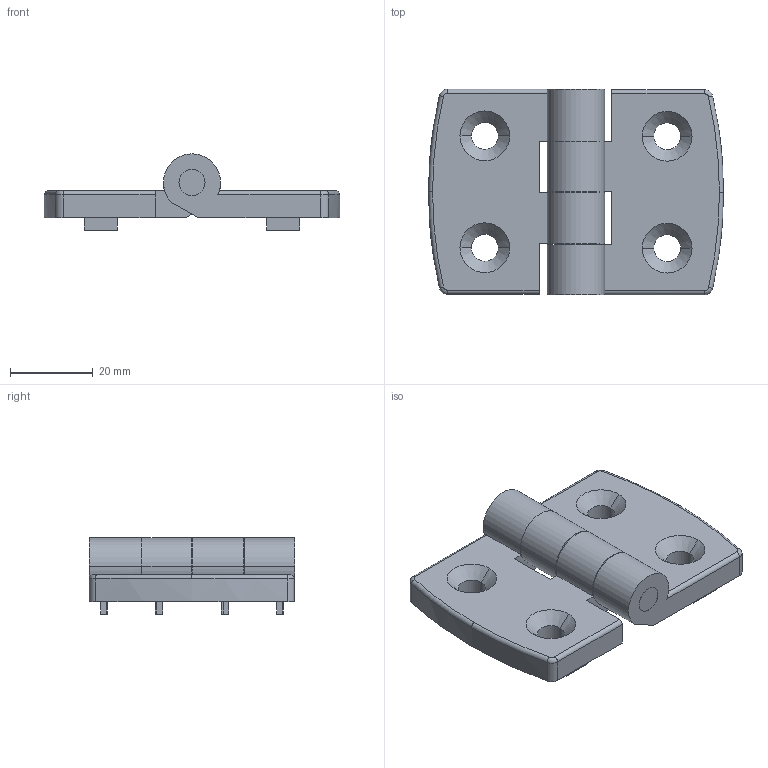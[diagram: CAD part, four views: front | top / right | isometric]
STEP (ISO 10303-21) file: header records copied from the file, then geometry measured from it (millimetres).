
FILE_DESCRIPTION (( 'STEP AP214' ), '1' );
FILE_NAME ('SNSD.30.50.98. Ïåòëÿ äâåðíàÿ àëþìèíåâàÿ 4040(B48).STEP', '2016-06-27T12:52:49', ( 'user' ), ( '' ), 'SwSTEP 2.0', 'SolidWorks 2014', '' );
FILE_SCHEMA (( 'AUTOMOTIVE_DESIGN' ));
Length unit declared in the file: millimetre
Products named in the file (7): SNSD.30.50.96. Ïåòëÿ äâåðíàÿ àëþìèíåâàÿ ìàëàÿ(B47)E07B48; SNSD.30.50.96. Ïåòëÿ äâåðíàÿ àëþìèíåâàÿ 3045(B47)E07B48; SNSD.30.50.98. Ïåòëÿ äâåðíàÿ àëþìèíåâàÿ 4040(B48); SNSD.30.50.96. ﾏ琿褻(B47)E07B48_00; SNSD.30.50.96. Ïåòëÿ äâåðíàÿ àëþìèíåâàÿ ìàëàÿ(B47)E07B48_00; SNSD.30.50.96. Ïåòëÿ äâåðíàÿ àëþìèíåâàÿ 3045(B47)E07B48_00; SNSD.30.50.96. ﾏ琿褻(B47)E07B48
Assembly tree (3 placements, depth 2):
  SNSD.30.50.96. Ïåòëÿ äâåðíàÿ àëþìèíåâàÿ ìàëàÿ(B47)E07B48
  SNSD.30.50.96. Ïåòëÿ äâåðíàÿ àëþìèíåâàÿ 3045(B47)E07B48
  SNSD.30.50.98. Ïåòëÿ äâåðíàÿ àëþìèíåâàÿ 4040(B48)
    SNSD.30.50.96. Ïåòëÿ äâåðíàÿ àëþìèíåâàÿ 3045(B47)E07B48_00
    SNSD.30.50.96. Ïåòëÿ äâåðíàÿ àëþìèíåâàÿ ìàëàÿ(B47)E07B48_00
    SNSD.30.50.96. ﾏ琿褻(B47)E07B48_00
  SNSD.30.50.96. ﾏ琿褻(B47)E07B48
Bounding box: 71.21 x 49.6 x 18.4 mm (x, y, z)
Volume: 24318.2 mm3; surface area: 13236.5 mm2
Topology: 3 solids, 3 shells, 192 faces, 494 edges, 324 vertices
Faces by surface type: plane 104, cylinder 72, torus 8, cone 8
Entity records: 6093 total; most frequent: DIRECTION 1056, CARTESIAN_POINT 1035, ORIENTED_EDGE 988, EDGE_CURVE 494, AXIS2_PLACEMENT_3D 365, VECTOR 326, LINE 326, VERTEX_POINT 324
